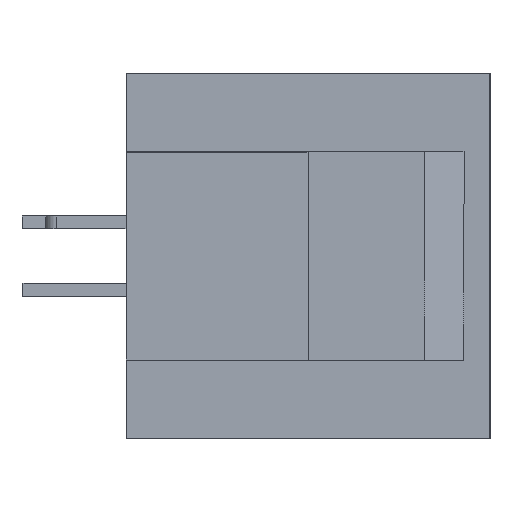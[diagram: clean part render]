
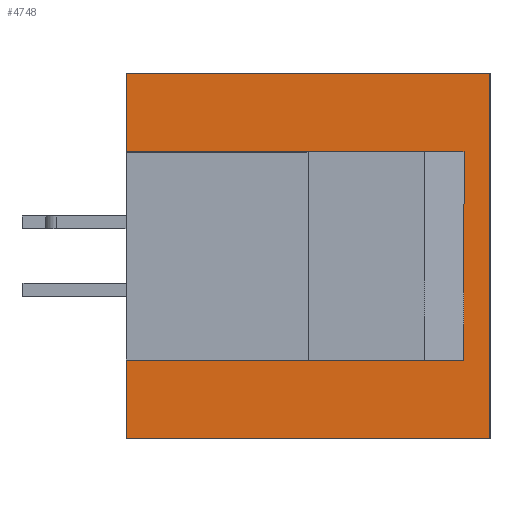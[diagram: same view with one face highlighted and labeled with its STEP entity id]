
A CAD part, left-side view. The second image highlights one B-rep face of the part: STEP entity #4748.
In plain terms, the highlighted planar face has unit normal (-1, 0, 0).
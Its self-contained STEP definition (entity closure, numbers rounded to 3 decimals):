
#4 = LINE ( 'NONE', #2278, #6432 ) ;
#142 = VERTEX_POINT ( 'NONE', #5221 ) ;
#473 = ORIENTED_EDGE ( 'NONE', *, *, #3586, .T. ) ;
#554 = ORIENTED_EDGE ( 'NONE', *, *, #6114, .F. ) ;
#588 = CARTESIAN_POINT ( 'NONE',  ( -1.8, 7., 2.24 ) ) ;
#800 = VECTOR ( 'NONE', #5722, 1000. ) ;
#1277 = ORIENTED_EDGE ( 'NONE', *, *, #7141, .T. ) ;
#1317 = VERTEX_POINT ( 'NONE', #2442 ) ;
#1342 = ORIENTED_EDGE ( 'NONE', *, *, #6665, .F. ) ;
#1369 = ORIENTED_EDGE ( 'NONE', *, *, #3041, .F. ) ;
#1379 = VERTEX_POINT ( 'NONE', #4778 ) ;
#1392 = CARTESIAN_POINT ( 'NONE',  ( -1.8, 0.5, -4.781 ) ) ;
#1431 = PLANE ( 'NONE',  #5590 ) ;
#1460 = DIRECTION ( 'NONE',  ( 0., -1., 0. ) ) ;
#1619 = VECTOR ( 'NONE', #6790, 1000. ) ;
#1814 = LINE ( 'NONE', #4043, #2968 ) ;
#1932 = EDGE_LOOP ( 'NONE', ( #3906, #3699, #1342, #473, #1369, #554, #4524, #1277 ) ) ;
#1985 = CARTESIAN_POINT ( 'NONE',  ( -1.8, 7., -3.27 ) ) ;
#2025 = VERTEX_POINT ( 'NONE', #2168 ) ;
#2168 = CARTESIAN_POINT ( 'NONE',  ( -1.8, 0.5, -3.27 ) ) ;
#2278 = CARTESIAN_POINT ( 'NONE',  ( -1.8, 7., -4.78 ) ) ;
#2442 = CARTESIAN_POINT ( 'NONE',  ( -1.8, 0.5, 0.73 ) ) ;
#2467 = VERTEX_POINT ( 'NONE', #4611 ) ;
#2587 = VERTEX_POINT ( 'NONE', #5904 ) ;
#2830 = LINE ( 'NONE', #4433, #800 ) ;
#2968 = VECTOR ( 'NONE', #5778, 1000. ) ;
#3041 = EDGE_CURVE ( 'NONE', #2025, #1317, #7025, .T. ) ;
#3103 = CARTESIAN_POINT ( 'NONE',  ( -1.8, 7., 2.24 ) ) ;
#3190 = VECTOR ( 'NONE', #5163, 1000. ) ;
#3239 = VERTEX_POINT ( 'NONE', #588 ) ;
#3282 = DIRECTION ( 'NONE',  ( 0., 0., 1. ) ) ;
#3586 = EDGE_CURVE ( 'NONE', #142, #1317, #5463, .T. ) ;
#3699 = ORIENTED_EDGE ( 'NONE', *, *, #6410, .F. ) ;
#3768 = EDGE_CURVE ( 'NONE', #1379, #6861, #6274, .T. ) ;
#3906 = ORIENTED_EDGE ( 'NONE', *, *, #3768, .T. ) ;
#4043 = CARTESIAN_POINT ( 'NONE',  ( -1.8, 7., -4.78 ) ) ;
#4433 = CARTESIAN_POINT ( 'NONE',  ( -1.8, 7., 2.24 ) ) ;
#4524 = ORIENTED_EDGE ( 'NONE', *, *, #5362, .F. ) ;
#4611 = CARTESIAN_POINT ( 'NONE',  ( -1.8, 7., -4.78 ) ) ;
#4708 = VECTOR ( 'NONE', #4758, 1000. ) ;
#4718 = CARTESIAN_POINT ( 'NONE',  ( -1.8, 0., 2.24 ) ) ;
#4748 = ADVANCED_FACE ( 'NONE', ( #6598 ), #1431, .F. ) ;
#4758 = DIRECTION ( 'NONE',  ( 0., 0., 1. ) ) ;
#4778 = CARTESIAN_POINT ( 'NONE',  ( -1.8, 0., -4.78 ) ) ;
#5091 = CARTESIAN_POINT ( 'NONE',  ( -1.8, 0., 2.24 ) ) ;
#5163 = DIRECTION ( 'NONE',  ( 0., -1., 0. ) ) ;
#5221 = CARTESIAN_POINT ( 'NONE',  ( -1.8, 7., 0.73 ) ) ;
#5362 = EDGE_CURVE ( 'NONE', #2467, #2587, #4, .T. ) ;
#5463 = LINE ( 'NONE', #6694, #5648 ) ;
#5574 = DIRECTION ( 'NONE',  ( 0., -1., 0. ) ) ;
#5590 = AXIS2_PLACEMENT_3D ( 'NONE', #3103, #6565, #7175 ) ;
#5648 = VECTOR ( 'NONE', #5574, 1000. ) ;
#5674 = VECTOR ( 'NONE', #1460, 1000. ) ;
#5722 = DIRECTION ( 'NONE',  ( 0., 0., 1. ) ) ;
#5778 = DIRECTION ( 'NONE',  ( 0., -1., 0. ) ) ;
#5800 = LINE ( 'NONE', #6824, #3190 ) ;
#5904 = CARTESIAN_POINT ( 'NONE',  ( -1.8, 7., -3.27 ) ) ;
#6114 = EDGE_CURVE ( 'NONE', #2587, #2025, #7205, .T. ) ;
#6274 = LINE ( 'NONE', #5091, #1619 ) ;
#6410 = EDGE_CURVE ( 'NONE', #3239, #6861, #5800, .T. ) ;
#6432 = VECTOR ( 'NONE', #3282, 1000. ) ;
#6565 = DIRECTION ( 'NONE',  ( 1., 0., 0. ) ) ;
#6598 = FACE_OUTER_BOUND ( 'NONE', #1932, .T. ) ;
#6665 = EDGE_CURVE ( 'NONE', #142, #3239, #2830, .T. ) ;
#6694 = CARTESIAN_POINT ( 'NONE',  ( -1.8, 7., 0.73 ) ) ;
#6790 = DIRECTION ( 'NONE',  ( 0., 0., 1. ) ) ;
#6824 = CARTESIAN_POINT ( 'NONE',  ( -1.8, 7., 2.24 ) ) ;
#6861 = VERTEX_POINT ( 'NONE', #4718 ) ;
#7025 = LINE ( 'NONE', #1392, #4708 ) ;
#7141 = EDGE_CURVE ( 'NONE', #2467, #1379, #1814, .T. ) ;
#7175 = DIRECTION ( 'NONE',  ( 0., 0., -1. ) ) ;
#7205 = LINE ( 'NONE', #1985, #5674 ) ;
